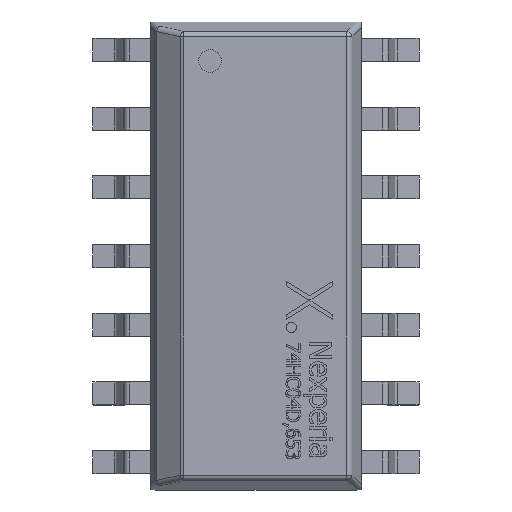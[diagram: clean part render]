
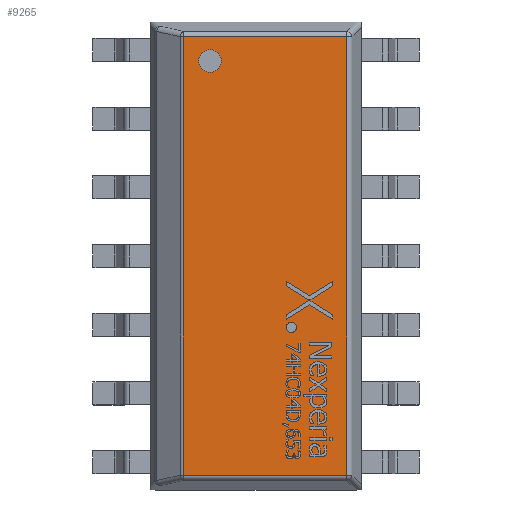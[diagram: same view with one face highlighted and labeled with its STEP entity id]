
A CAD part, top view. The second image highlights one B-rep face of the part: STEP entity #9265.
In plain terms, the highlighted planar face has unit normal (0, 0, 1).
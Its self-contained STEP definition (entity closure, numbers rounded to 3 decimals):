
#545=PLANE('',#9885);
#882=LINE('',#12621,#1833);
#884=LINE('',#12631,#1835);
#890=LINE('',#12647,#1841);
#892=LINE('',#12650,#1843);
#1833=VECTOR('',#10544,8.103);
#1835=VECTOR('',#10556,3.019);
#1841=VECTOR('',#10576,3.019);
#1843=VECTOR('',#10580,8.103);
#2882=FACE_OUTER_BOUND('',#3423,.T.);
#3423=EDGE_LOOP('',(#6586,#6587,#6588,#6589));
#4134=VERTEX_POINT('',#12587);
#4141=VERTEX_POINT('',#12609);
#4144=VERTEX_POINT('',#12623);
#4148=VERTEX_POINT('',#12637);
#5095=EDGE_CURVE('',#4134,#4141,#882,.T.);
#5100=EDGE_CURVE('',#4144,#4134,#884,.T.);
#5109=EDGE_CURVE('',#4141,#4148,#890,.T.);
#5111=EDGE_CURVE('',#4148,#4144,#892,.T.);
#6586=ORIENTED_EDGE('',*,*,#5095,.F.);
#6587=ORIENTED_EDGE('',*,*,#5100,.F.);
#6588=ORIENTED_EDGE('',*,*,#5111,.F.);
#6589=ORIENTED_EDGE('',*,*,#5109,.F.);
#9265=ADVANCED_FACE('',(#2882),#545,.T.);
#9885=AXIS2_PLACEMENT_3D('',#12659,#10593,#10594);
#10544=DIRECTION('',(0.,-1.,0.));
#10556=DIRECTION('',(1.,0.,0.));
#10576=DIRECTION('',(-1.,0.,0.));
#10580=DIRECTION('',(0.,1.,0.));
#10593=DIRECTION('center_axis',(0.,0.,1.));
#10594=DIRECTION('ref_axis',(1.,0.,0.));
#12587=CARTESIAN_POINT('',(1.676,4.051,1.5));
#12609=CARTESIAN_POINT('',(1.676,-4.051,1.5));
#12621=CARTESIAN_POINT('',(1.676,-1.081,1.5));
#12623=CARTESIAN_POINT('',(-1.342,4.051,1.5));
#12631=CARTESIAN_POINT('',(0.488,4.051,1.5));
#12637=CARTESIAN_POINT('',(-1.342,-4.051,1.5));
#12647=CARTESIAN_POINT('',(-0.487,-4.051,1.5));
#12650=CARTESIAN_POINT('',(-1.342,0.541,1.5));
#12659=CARTESIAN_POINT('Origin',(0.,0.,1.5));
